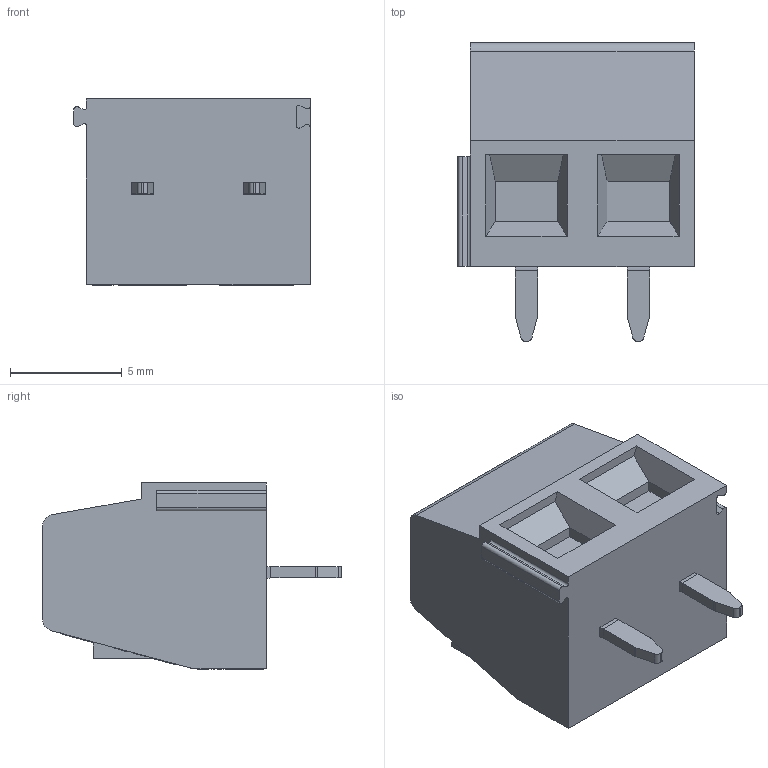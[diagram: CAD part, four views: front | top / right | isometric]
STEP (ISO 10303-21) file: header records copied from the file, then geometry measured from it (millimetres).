
FILE_DESCRIPTION((''),'2;1');
FILE_NAME('31094102_SW0002','2025-11-03T06:48:53',('antonh'),(''),'CREO PARAMETRIC BY PTC INC, 2022014','CREO PARAMETRIC BY PTC INC, 2022014','');
FILE_SCHEMA(('AP242_MANAGED_MODEL_BASED_3D_ENGINEERING_MIM_LF { 1 0 10303 442 1 1 4 }'));
Length unit declared in the file: millimetre
Products named in the file (1): 31094102_SW0002
Bounding box: 10.57 x 13.35 x 8.33 mm (x, y, z)
Volume: 673 mm3; surface area: 597.8 mm2
Topology: 1 solids, 1 shells, 694 faces, 1973 edges, 1311 vertices
Faces by surface type: plane 492, extrusion 100, cylinder 82, cone 16, torus 4
Entity records: 31188 total; most frequent: CARTESIAN_POINT 6909, ORIENTED_EDGE 3946, DIRECTION 3191, PRESENTATION_STYLE_ASSIGNMENT 2037, STYLED_ITEM 1985, CURVE_STYLE 1977, EDGE_CURVE 1973, VECTOR 1611
